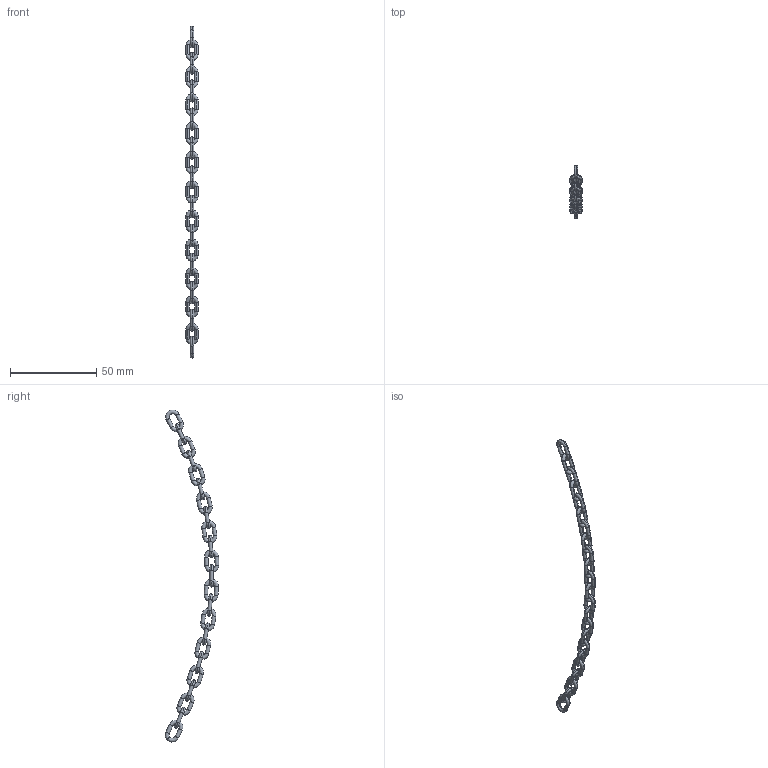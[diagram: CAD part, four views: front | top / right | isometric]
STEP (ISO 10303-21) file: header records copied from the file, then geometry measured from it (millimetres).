
FILE_DESCRIPTION (( 'STEP AP214' ), '1' );
FILE_NAME ('Chain_STEP.STEP', '2017-12-05T21:23:59', ( '' ), ( '' ), 'SwSTEP 2.0', 'SolidWorks 2016', '' );
FILE_SCHEMA (( 'AUTOMOTIVE_DESIGN' ));
Length unit declared in the file: millimetre
Products named in the file (1): Chain_STEP
Bounding box: 6.99 x 31.09 x 192.81 mm (x, y, z)
Volume: 2179.7 mm3; surface area: 4220.1 mm2
Topology: 23 solids, 23 shells, 230 faces, 548 edges, 318 vertices
Faces by surface type: torus 138, cylinder 92
Entity records: 7096 total; most frequent: DIRECTION 1466, CARTESIAN_POINT 1097, ORIENTED_EDGE 1096, AXIS2_PLACEMENT_3D 687, EDGE_CURVE 548, CIRCLE 456, VERTEX_POINT 318, EDGE_LOOP 230
